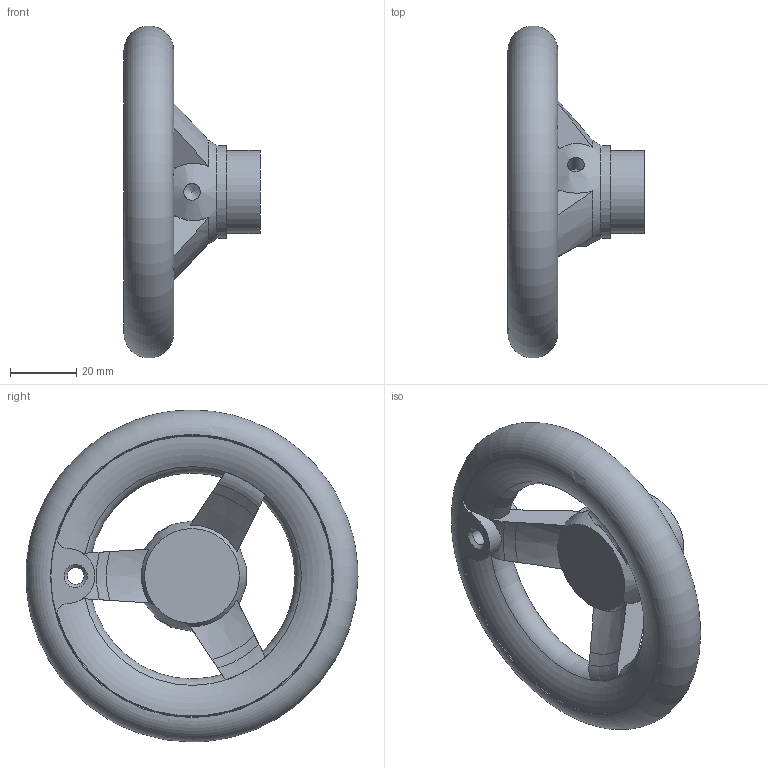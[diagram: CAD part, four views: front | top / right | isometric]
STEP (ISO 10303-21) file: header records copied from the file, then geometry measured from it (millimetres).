
FILE_DESCRIPTION(/* description */ (''),/* implementation_level */ '2;1');
FILE_NAME(/* name */ 'RP_100N.dxf',/* time_stamp */ '2012-11-23T16:15:35+08:00',/* author */ (''),/* organization */ (''),/* preprocessor_version */ 'ST-DEVELOPER v9',/* originating_system */ 'UGS - NX 4.0',/* authorisation */ '');
FILE_SCHEMA (('CONFIG_CONTROL_DESIGN'));
Length unit declared in the file: millimetre
Products named in the file (1): AdmiF8E0xllq
Bounding box: 41 x 99.98 x 99.98 mm (x, y, z)
Volume: 76408.4 mm3; surface area: 20372 mm2
Topology: 1 solids, 1 shells, 51 faces, 146 edges, 96 vertices
Faces by surface type: cone 14, cylinder 13, plane 11, torus 11, bspline 2
Full cylindrical faces by diameter (mm): 5 x4, 25 x1, 28 x1
Entity records: 1924 total; most frequent: CARTESIAN_POINT 744, ORIENTED_EDGE 230, DIRECTION 198, EDGE_CURVE 115, AXIS2_PLACEMENT_3D 96, VERTEX_POINT 85, EDGE_LOOP 71, B_SPLINE_CURVE_WITH_KNOTS 62
